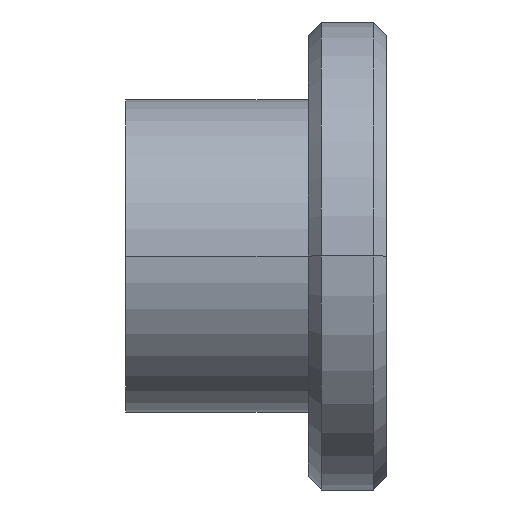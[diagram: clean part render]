
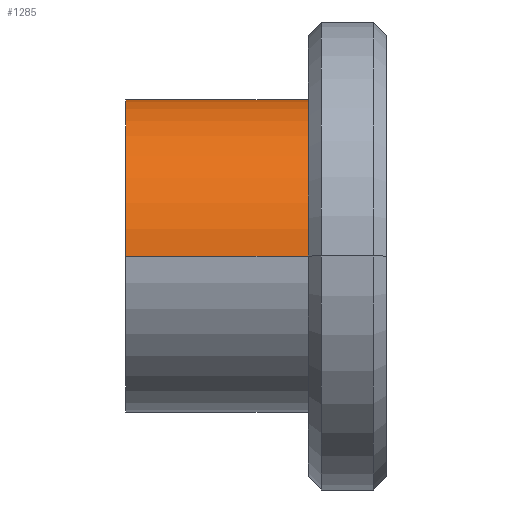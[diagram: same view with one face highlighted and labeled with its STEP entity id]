
A CAD part, left-side view. The second image highlights one B-rep face of the part: STEP entity #1285.
In plain terms, the highlighted cylindrical face has radius 12 mm (diameter 24 mm), a partial arc.
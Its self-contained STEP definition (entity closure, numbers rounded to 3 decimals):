
#1249=AXIS2_PLACEMENT_3D('Cylinder Axis2P3D',#1246,#1247,#1248) ;
#1262=AXIS2_PLACEMENT_3D('Circle Axis2P3D',#1260,#1261,$) ;
#1276=AXIS2_PLACEMENT_3D('Circle Axis2P3D',#1274,#1275,$) ;
#1246=CARTESIAN_POINT('Axis2P3D Location',(0.,13.61,0.)) ;
#1251=CARTESIAN_POINT('Line Origine',(-12.,13.61,0.)) ;
#1255=CARTESIAN_POINT('Vertex',(-12.,20.,0.)) ;
#1257=CARTESIAN_POINT('Vertex',(-12.,6.,0.)) ;
#1260=CARTESIAN_POINT('Axis2P3D Location',(0.,6.,0.)) ;
#1264=CARTESIAN_POINT('Vertex',(12.,6.,0.)) ;
#1267=CARTESIAN_POINT('Line Origine',(12.,13.61,0.)) ;
#1271=CARTESIAN_POINT('Vertex',(12.,20.,0.)) ;
#1274=CARTESIAN_POINT('Axis2P3D Location',(0.,20.,0.)) ;
#1247=DIRECTION('Axis2P3D Direction',(0.,-1.,0.)) ;
#1248=DIRECTION('Axis2P3D XDirection',(1.,0.,0.)) ;
#1252=DIRECTION('Vector Direction',(0.,-1.,0.)) ;
#1261=DIRECTION('Axis2P3D Direction',(0.,-1.,0.)) ;
#1268=DIRECTION('Vector Direction',(0.,-1.,0.)) ;
#1275=DIRECTION('Axis2P3D Direction',(0.,-1.,0.)) ;
#1253=VECTOR('Line Direction',#1252,1.) ;
#1269=VECTOR('Line Direction',#1268,1.) ;
#1280=ORIENTED_EDGE('',*,*,#1259,.T.) ;
#1281=ORIENTED_EDGE('',*,*,#1266,.F.) ;
#1282=ORIENTED_EDGE('',*,*,#1273,.F.) ;
#1283=ORIENTED_EDGE('',*,*,#1278,.F.) ;
#1285=ADVANCED_FACE('Corps de pi\X2\00E8\X0\ce.2',(#1284),#1250,.T.) ;
#1263=CIRCLE('generated circle',#1262,12.) ;
#1277=CIRCLE('generated circle',#1276,12.) ;
#1250=CYLINDRICAL_SURFACE('generated cylinder',#1249,12.) ;
#1259=EDGE_CURVE('',#1256,#1258,#1254,.T.) ;
#1266=EDGE_CURVE('',#1265,#1258,#1263,.T.) ;
#1273=EDGE_CURVE('',#1272,#1265,#1270,.T.) ;
#1278=EDGE_CURVE('',#1256,#1272,#1277,.F.) ;
#1279=EDGE_LOOP('',(#1280,#1281,#1282,#1283)) ;
#1284=FACE_OUTER_BOUND('',#1279,.T.) ;
#1254=LINE('Line',#1251,#1253) ;
#1270=LINE('Line',#1267,#1269) ;
#1256=VERTEX_POINT('',#1255) ;
#1258=VERTEX_POINT('',#1257) ;
#1265=VERTEX_POINT('',#1264) ;
#1272=VERTEX_POINT('',#1271) ;
